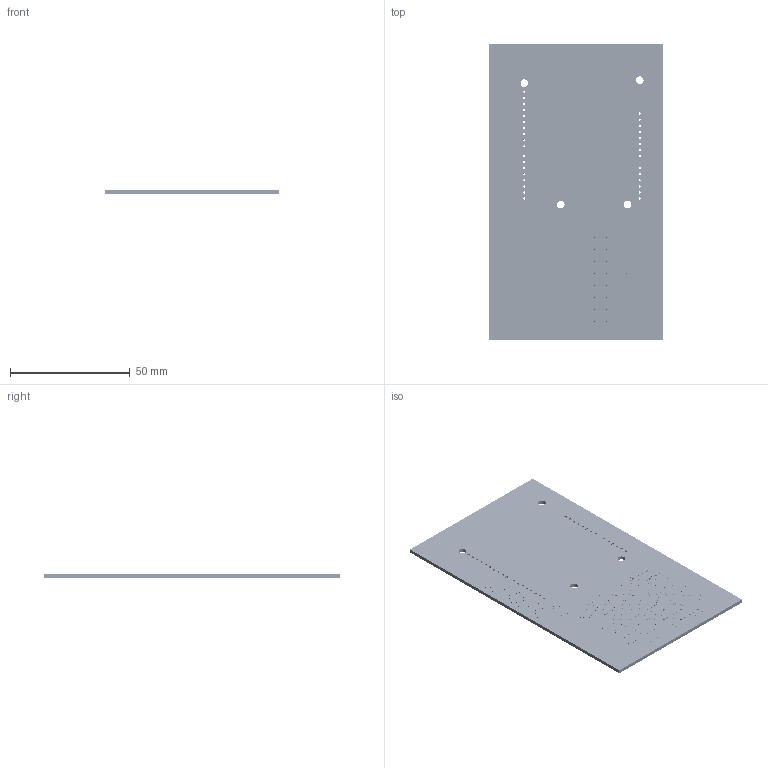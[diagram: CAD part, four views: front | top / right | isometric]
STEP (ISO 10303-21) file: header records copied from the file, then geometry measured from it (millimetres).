
FILE_DESCRIPTION(('KiCad electronic assembly'),'2;1');
FILE_NAME('LedMatrix.step','2026-02-27T11:43:13',('Pcbnew'),('Kicad'), 'Open CASCADE STEP processor 7.8','KiCad to STEP converter','Unknown' );
FILE_SCHEMA(('AUTOMOTIVE_DESIGN { 1 0 10303 214 1 1 1 1 }'));
Length unit declared in the file: millimetre
Products named in the file (6): LedMatrix 1; LED_0201_0603Metric; LedMatrix_copper; LedMatrix_pad; LedMatrix_via; LedMatrix_PCB
Assembly tree (68 placements, depth 2):
  LedMatrix 1
    LED_0201_0603Metric  x64
    LedMatrix_copper
    LedMatrix_pad
    LedMatrix_via
    LedMatrix_PCB
Bounding box: 72.55 x 123.79 x 1.83 mm (x, y, z)
Volume: 13527.3 mm3; surface area: 22179.6 mm2
Topology: 459 solids, 459 shells, 5597 faces, 13205 edges, 8718 vertices
Faces by surface type: plane 4190, cylinder 1407
Full cylindrical faces by diameter (mm): 0.95 x96, 1 x64, 1.55 x77, 1.575 x154, 1.6 x139, 2.2 x1, 3.2 x4
Entity records: 123512 total; most frequent: DIRECTION 20988, CARTESIAN_POINT 20596, ORIENTED_EDGE 19732, EDGE_CURVE 9866, LINE 7052, VECTOR 7052, AXIS2_PLACEMENT_3D 6968, VERTEX_POINT 6576
